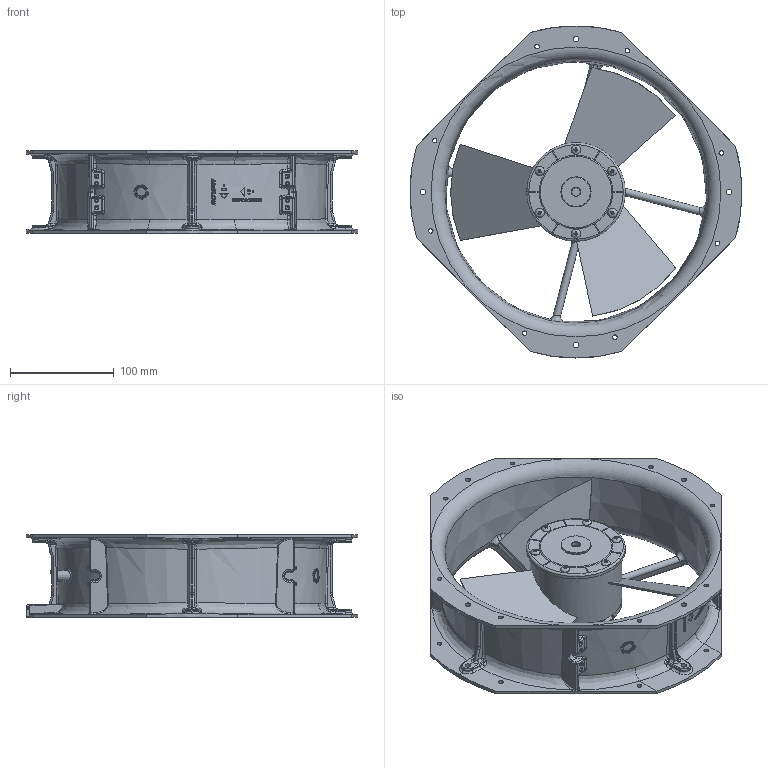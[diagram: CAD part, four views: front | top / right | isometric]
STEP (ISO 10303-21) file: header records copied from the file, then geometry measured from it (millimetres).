
FILE_DESCRIPTION( ( 'Unknown' ), '1' );
FILE_NAME( 'A28080(rough).stp', 'Unknown', ( 'Unknown' ), ( 'Unknown' ), 'PSStep 14.0', 'Unknown', ' ' );
FILE_SCHEMA( ( 'AUTOMOTIVE_DESIGN { 1 0 10303 214 1 1 1 1 }' ) );
Length unit declared in the file: millimetre
Products named in the file (1): STS-30410KS-S0 圓頭十字自攻螺釘 M4x10L
Bounding box: 320 x 320 x 80 mm (x, y, z)
Volume: 864959.9 mm3; surface area: 305686.6 mm2
Topology: 1 solids, 8 shells, 2007 faces, 5338 edges, 3328 vertices
Faces by surface type: bspline 794, cylinder 500, plane 406, extrusion 109, cone 95, torus 67, sphere 36
Full cylindrical faces by diameter (mm): 2.459 x1, 3.242 x1, 4 x6, 4.4 x16, 5 x6, 5.4 x8, 8 x1, 18 x1, 22 x1, 24 x1, 24.4 x1, 29 x1, 88 x1, 91.2 x1, 95.2 x1
Entity records: 126190 total; most frequent: CARTESIAN_POINT 68593, ORIENTED_EDGE 10090, DIRECTION 6379, EDGE_CURVE 5045, VERTEX_POINT 3230, AXIS2_PLACEMENT_3D 2517, B_SPLINE_CURVE_WITH_KNOTS 2497, EDGE_LOOP 2263
